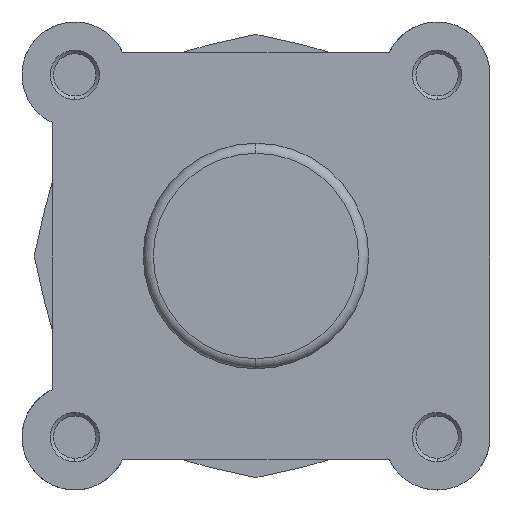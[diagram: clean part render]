
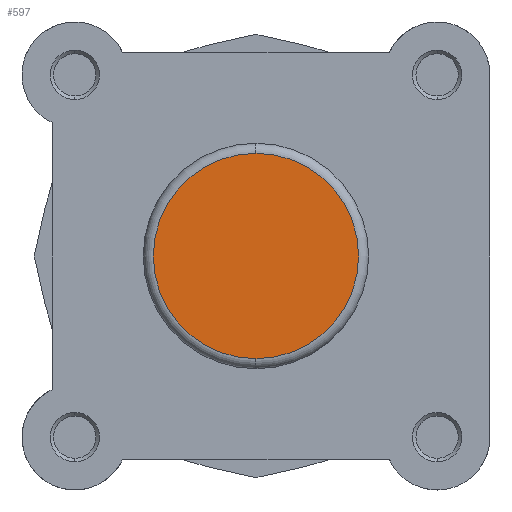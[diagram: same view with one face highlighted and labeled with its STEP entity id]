
A CAD part, left-side view. The second image highlights one B-rep face of the part: STEP entity #597.
In plain terms, the highlighted planar face has unit normal (-1, 0, 0).
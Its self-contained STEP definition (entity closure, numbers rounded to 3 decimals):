
#107 = AXIS2_PLACEMENT_3D ( 'NONE', #4613, #4550, #4661 ) ;
#378 = AXIS2_PLACEMENT_3D ( 'NONE', #2376, #2377, #2378 ) ;
#410 = AXIS2_PLACEMENT_3D ( 'NONE', #2518, #2525, #2526 ) ;
#597 = ADVANCED_FACE ( 'NONE', ( #4427 ), #4731, .F. ) ;
#846 = EDGE_LOOP ( 'NONE', ( #5140, #5139 ) ) ;
#1829 = CARTESIAN_POINT ( 'NONE',  ( 0., 0., 20.4 ) ) ;
#1831 = CARTESIAN_POINT ( 'NONE',  ( 0., 0., -20.4 ) ) ;
#2376 = CARTESIAN_POINT ( 'NONE',  ( 0., 0., 0. ) ) ;
#2377 = DIRECTION ( 'NONE',  ( -1., 0., 0. ) ) ;
#2378 = DIRECTION ( 'NONE',  ( 0., 0., -1. ) ) ;
#2518 = CARTESIAN_POINT ( 'NONE',  ( 0., 0., 0. ) ) ;
#2525 = DIRECTION ( 'NONE',  ( -1., 0., 0. ) ) ;
#2526 = DIRECTION ( 'NONE',  ( 0., 0., -1. ) ) ;
#2733 = CIRCLE ( 'NONE', #378, 20.4 ) ;
#2814 = CIRCLE ( 'NONE', #410, 20.4 ) ;
#3218 = VERTEX_POINT ( 'NONE', #1829 ) ;
#3220 = VERTEX_POINT ( 'NONE', #1831 ) ;
#4427 = FACE_OUTER_BOUND ( 'NONE', #846, .T. ) ;
#4550 = DIRECTION ( 'NONE',  ( 1., 0., 0. ) ) ;
#4613 = CARTESIAN_POINT ( 'NONE',  ( 0., 0., 0. ) ) ;
#4661 = DIRECTION ( 'NONE',  ( 0., 0., -1. ) ) ;
#4731 = PLANE ( 'NONE',  #107 ) ;
#5139 = ORIENTED_EDGE ( 'NONE', *, *, #5631, .T. ) ;
#5140 = ORIENTED_EDGE ( 'NONE', *, *, #5689, .T. ) ;
#5631 = EDGE_CURVE ( 'NONE', #3218, #3220, #2733, .T. ) ;
#5689 = EDGE_CURVE ( 'NONE', #3220, #3218, #2814, .T. ) ;
